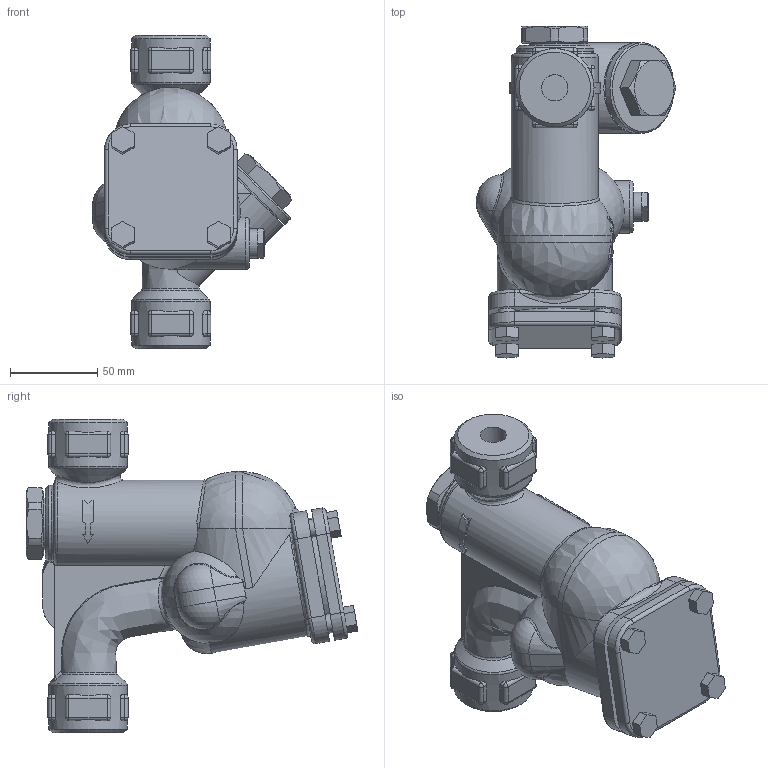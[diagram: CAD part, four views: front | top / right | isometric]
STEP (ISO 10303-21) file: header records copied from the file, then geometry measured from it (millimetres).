
FILE_DESCRIPTION(/* description */ (''),/* implementation_level */ '2;1');
FILE_NAME(/* name */ 'sj3vx-015-screw-00.stp',/* time_stamp */ '2015-10-17T14:11:12+09:00',/* author */ ('asaokak'),/* organization */ (''),/* preprocessor_version */ 'ST-DEVELOPER v15.6',/* originating_system */ 'Autodesk Inventor 2015',/* authorisation */ '');
FILE_SCHEMA (('AUTOMOTIVE_DESIGN { 1 0 10303 214 3 1 1 }'));
Length unit declared in the file: millimetre
Products named in the file (1): sj3vx-015-screw-00
Bounding box: 114.31 x 190.33 x 180 mm (x, y, z)
Volume: 962362.2 mm3; surface area: 91122.5 mm2
Topology: 1 solids, 1 shells, 444 faces, 1088 edges, 657 vertices
Faces by surface type: plane 188, cylinder 133, bspline 49, sphere 42, torus 20, cone 12
Full cylindrical faces by diameter (mm): 10 x4, 15 x2, 16.7 x1, 30 x2, 42 x1, 45 x2, 52 x1, 66.8 x1
Entity records: 15780 total; most frequent: CARTESIAN_POINT 5859, ORIENTED_EDGE 2088, DIRECTION 1997, EDGE_CURVE 1044, AXIS2_PLACEMENT_3D 786, VERTEX_POINT 649, EDGE_LOOP 499, FACE_OUTER_BOUND 444
